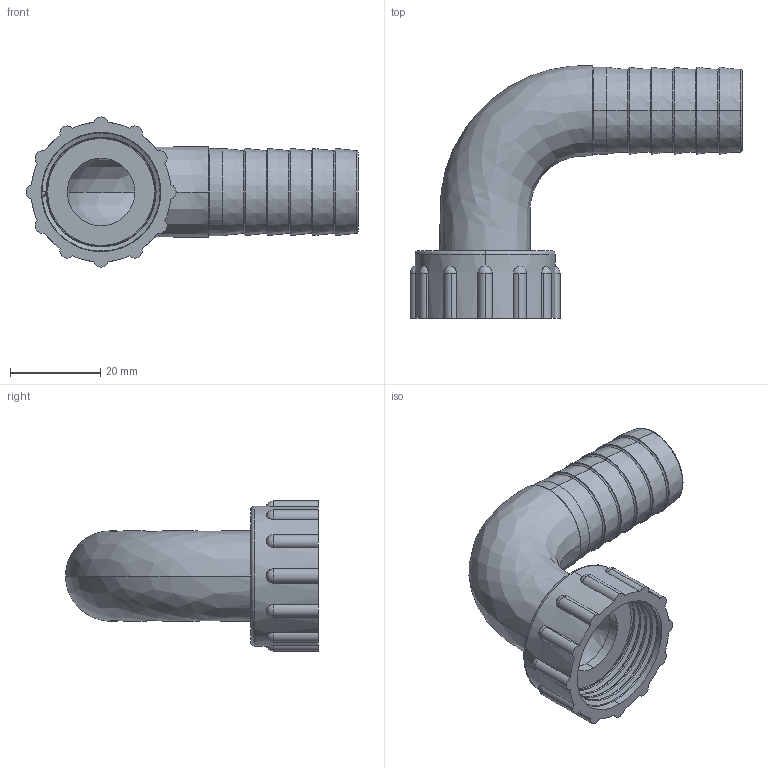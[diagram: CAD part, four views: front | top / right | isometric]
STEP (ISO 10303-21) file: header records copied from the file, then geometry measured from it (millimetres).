
FILE_DESCRIPTION (( 'STEP AP203' ), '1' );
FILE_NAME ('00121_0519.STEP', '2017-05-10T14:07:33', ( '' ), ( '' ), 'SwSTEP 2.0', 'SolidWorks 2011', '' );
FILE_SCHEMA (( 'CONFIG_CONTROL_DESIGN' ));
Length unit declared in the file: millimetre
Products named in the file (4): 00121_0519; 00122_0599; 00125_0505; 00124_0519
Assembly tree (3 placements, depth 2):
  00121_0519
    00124_0519
    00122_0599
    00125_0505
Bounding box: 73.52 x 56.01 x 33.25 mm (x, y, z)
Volume: 14581.8 mm3; surface area: 14756.1 mm2
Topology: 3 solids, 3 shells, 123 faces, 299 edges, 187 vertices
Faces by surface type: cylinder 42, torus 29, cone 16, plane 15, sphere 12, bspline 9
Entity records: 8834 total; most frequent: CARTESIAN_POINT 5602, DIRECTION 624, ORIENTED_EDGE 592, EDGE_CURVE 296, AXIS2_PLACEMENT_3D 277, VERTEX_POINT 187, CIRCLE 157, EDGE_LOOP 137
